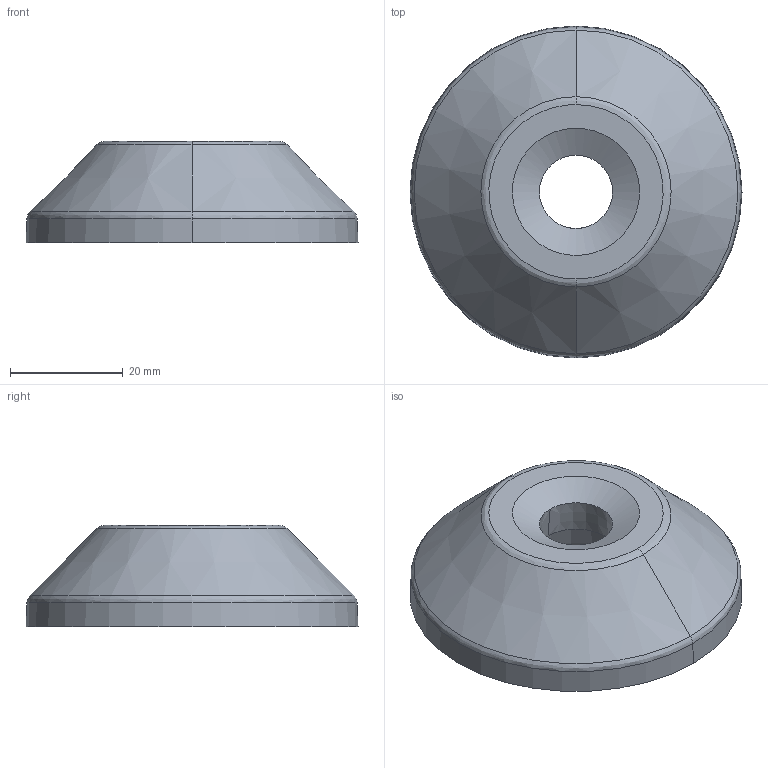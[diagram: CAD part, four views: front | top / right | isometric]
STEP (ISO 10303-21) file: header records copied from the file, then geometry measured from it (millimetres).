
FILE_DESCRIPTION (( 'STEP AP203' ), '1' );
FILE_NAME ('203600500_c_1.STEP', '2022-12-26T04:31:44', ( '' ), ( '' ), 'SwSTEP 2.0', 'SolidWorks 2014', '' );
FILE_SCHEMA (( 'CONFIG_CONTROL_DESIGN' ));
Length unit declared in the file: millimetre
Products named in the file (1): 203600500_c_1
Bounding box: 59 x 59 x 18 mm (x, y, z)
Volume: 23767.6 mm3; surface area: 8890 mm2
Topology: 1 solids, 1 shells, 23 faces, 46 edges, 28 vertices
Faces by surface type: cone 10, bspline 5, cylinder 4, plane 4
Entity records: 829 total; most frequent: CARTESIAN_POINT 272, DIRECTION 108, ORIENTED_EDGE 92, AXIS2_PLACEMENT_3D 47, EDGE_CURVE 46, EDGE_LOOP 28, CIRCLE 28, VERTEX_POINT 28
